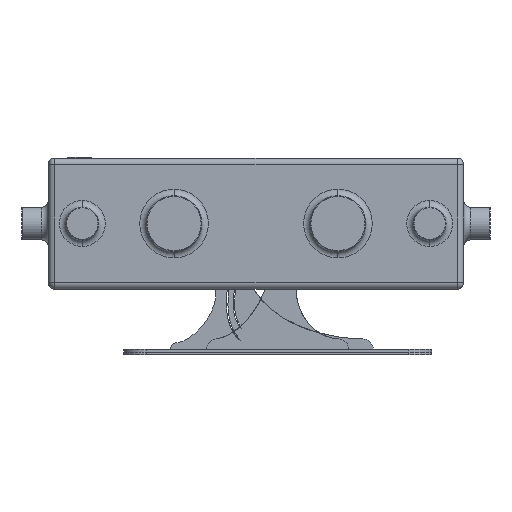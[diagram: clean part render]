
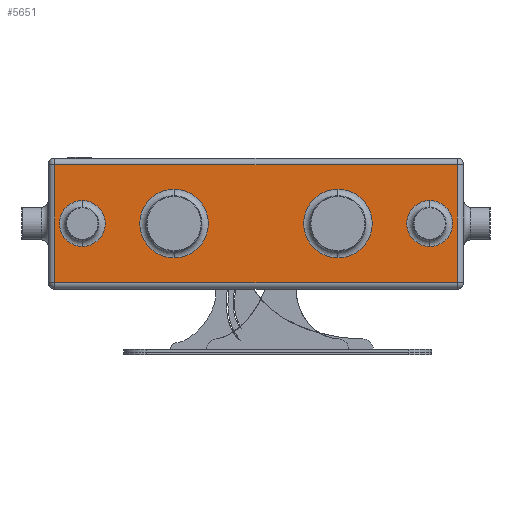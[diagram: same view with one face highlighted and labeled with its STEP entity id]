
A CAD part, left-side view. The second image highlights one B-rep face of the part: STEP entity #5651.
In plain terms, the highlighted planar face has unit normal (-1, 0, 0).
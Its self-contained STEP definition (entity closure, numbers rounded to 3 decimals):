
#133 = CIRCLE ( 'NONE', #33257, 26.2 ) ;
#365 = ORIENTED_EDGE ( 'NONE', *, *, #28970, .T. ) ;
#434 = CARTESIAN_POINT ( 'NONE',  ( -50., -153.5, 45. ) ) ;
#569 = AXIS2_PLACEMENT_3D ( 'NONE', #16078, #26861, #8310 ) ;
#647 = DIRECTION ( 'NONE',  ( 0., 0., -1. ) ) ;
#891 = AXIS2_PLACEMENT_3D ( 'NONE', #24889, #27471, #647 ) ;
#1187 = CIRCLE ( 'NONE', #17824, 26.2 ) ;
#1606 = VERTEX_POINT ( 'NONE', #4317 ) ;
#2688 = EDGE_LOOP ( 'NONE', ( #30088, #365 ) ) ;
#3620 = VERTEX_POINT ( 'NONE', #25206 ) ;
#4064 = CARTESIAN_POINT ( 'NONE',  ( -50., 153.5, 45. ) ) ;
#4317 = CARTESIAN_POINT ( 'NONE',  ( -50., -132.5, 17.5 ) ) ;
#4815 = DIRECTION ( 'NONE',  ( 1., 0., 0. ) ) ;
#5291 = CARTESIAN_POINT ( 'NONE',  ( -50., 153.5, -45. ) ) ;
#5551 = ORIENTED_EDGE ( 'NONE', *, *, #16515, .T. ) ;
#5651 = ADVANCED_FACE ( 'NONE', ( #30323, #8892, #14825, #25711, #18969 ), #20548, .F. ) ;
#5715 = VERTEX_POINT ( 'NONE', #5291 ) ;
#5758 = ORIENTED_EDGE ( 'NONE', *, *, #26644, .T. ) ;
#6393 = DIRECTION ( 'NONE',  ( 1., 0., 0. ) ) ;
#6411 = VERTEX_POINT ( 'NONE', #14242 ) ;
#6735 = AXIS2_PLACEMENT_3D ( 'NONE', #12701, #4815, #20780 ) ;
#6865 = LINE ( 'NONE', #34220, #26183 ) ;
#6900 = DIRECTION ( 'NONE',  ( 0., 0., -1. ) ) ;
#7242 = DIRECTION ( 'NONE',  ( 1., 0., 0. ) ) ;
#7263 = ORIENTED_EDGE ( 'NONE', *, *, #21738, .T. ) ;
#7679 = EDGE_LOOP ( 'NONE', ( #20991, #23675 ) ) ;
#8310 = DIRECTION ( 'NONE',  ( 0., 0., -1. ) ) ;
#8333 = EDGE_CURVE ( 'NONE', #13795, #32501, #30112, .T. ) ;
#8852 = EDGE_CURVE ( 'NONE', #29242, #6411, #1187, .T. ) ;
#8859 = LINE ( 'NONE', #17308, #29447 ) ;
#8892 = FACE_BOUND ( 'NONE', #2688, .T. ) ;
#9100 = CARTESIAN_POINT ( 'NONE',  ( -50., -153.5, 50. ) ) ;
#9998 = CARTESIAN_POINT ( 'NONE',  ( -50., -158.5, -45. ) ) ;
#10110 = DIRECTION ( 'NONE',  ( 0., -1., 0. ) ) ;
#10608 = CIRCLE ( 'NONE', #23872, 26.2 ) ;
#11132 = AXIS2_PLACEMENT_3D ( 'NONE', #17281, #6393, #14386 ) ;
#11266 = VERTEX_POINT ( 'NONE', #22220 ) ;
#11367 = VERTEX_POINT ( 'NONE', #4064 ) ;
#11502 = CIRCLE ( 'NONE', #891, 17.5 ) ;
#12150 = DIRECTION ( 'NONE',  ( 1., 0., 0. ) ) ;
#12282 = EDGE_CURVE ( 'NONE', #11367, #5715, #8859, .T. ) ;
#12488 = CARTESIAN_POINT ( 'NONE',  ( -50., 62.5, 0. ) ) ;
#12701 = CARTESIAN_POINT ( 'NONE',  ( -50., -158.5, 50. ) ) ;
#13346 = EDGE_LOOP ( 'NONE', ( #28776, #5551 ) ) ;
#13795 = VERTEX_POINT ( 'NONE', #24321 ) ;
#13833 = CIRCLE ( 'NONE', #11132, 17.5 ) ;
#14169 = AXIS2_PLACEMENT_3D ( 'NONE', #24888, #19256, #27589 ) ;
#14242 = CARTESIAN_POINT ( 'NONE',  ( -50., 62.5, 26.2 ) ) ;
#14386 = DIRECTION ( 'NONE',  ( 0., 0., -1. ) ) ;
#14825 = FACE_BOUND ( 'NONE', #7679, .T. ) ;
#15152 = VECTOR ( 'NONE', #10110, 1000. ) ;
#15209 = VERTEX_POINT ( 'NONE', #18631 ) ;
#16078 = CARTESIAN_POINT ( 'NONE',  ( -50., -62.5, 0. ) ) ;
#16350 = EDGE_LOOP ( 'NONE', ( #24458, #24013 ) ) ;
#16497 = DIRECTION ( 'NONE',  ( 1., 0., 0. ) ) ;
#16515 = EDGE_CURVE ( 'NONE', #11266, #15209, #25423, .T. ) ;
#17190 = DIRECTION ( 'NONE',  ( 0., 0., 1. ) ) ;
#17281 = CARTESIAN_POINT ( 'NONE',  ( -50., -132.5, 0. ) ) ;
#17308 = CARTESIAN_POINT ( 'NONE',  ( -50., 153.5, 50. ) ) ;
#17824 = AXIS2_PLACEMENT_3D ( 'NONE', #29989, #16497, #19193 ) ;
#18036 = CARTESIAN_POINT ( 'NONE',  ( -50., 132.5, 0. ) ) ;
#18579 = CARTESIAN_POINT ( 'NONE',  ( -50., -132.5, -17.5 ) ) ;
#18631 = CARTESIAN_POINT ( 'NONE',  ( -50., 132.5, -17.5 ) ) ;
#18969 = FACE_BOUND ( 'NONE', #16350, .T. ) ;
#19193 = DIRECTION ( 'NONE',  ( 0., 0., -1. ) ) ;
#19243 = DIRECTION ( 'NONE',  ( 1., 0., 0. ) ) ;
#19256 = DIRECTION ( 'NONE',  ( 1., 0., 0. ) ) ;
#19367 = CARTESIAN_POINT ( 'NONE',  ( -50., -62.5, 26.2 ) ) ;
#19461 = DIRECTION ( 'NONE',  ( 0., 0., -1. ) ) ;
#20548 = PLANE ( 'NONE',  #6735 ) ;
#20780 = DIRECTION ( 'NONE',  ( 0., 0., -1. ) ) ;
#20991 = ORIENTED_EDGE ( 'NONE', *, *, #8333, .T. ) ;
#21738 = EDGE_CURVE ( 'NONE', #5715, #3620, #33124, .T. ) ;
#21929 = VERTEX_POINT ( 'NONE', #434 ) ;
#22220 = CARTESIAN_POINT ( 'NONE',  ( -50., 132.5, 17.5 ) ) ;
#22937 = VECTOR ( 'NONE', #17190, 1000. ) ;
#22956 = DIRECTION ( 'NONE',  ( 0., 0., -1. ) ) ;
#23127 = EDGE_LOOP ( 'NONE', ( #5758, #29554, #7263, #31582 ) ) ;
#23675 = ORIENTED_EDGE ( 'NONE', *, *, #29290, .T. ) ;
#23872 = AXIS2_PLACEMENT_3D ( 'NONE', #12488, #12150, #28426 ) ;
#24013 = ORIENTED_EDGE ( 'NONE', *, *, #32005, .T. ) ;
#24321 = CARTESIAN_POINT ( 'NONE',  ( -50., -62.5, -26.2 ) ) ;
#24458 = ORIENTED_EDGE ( 'NONE', *, *, #34723, .T. ) ;
#24459 = EDGE_CURVE ( 'NONE', #3620, #21929, #30480, .T. ) ;
#24888 = CARTESIAN_POINT ( 'NONE',  ( -50., 132.5, 0. ) ) ;
#24889 = CARTESIAN_POINT ( 'NONE',  ( -50., -132.5, 0. ) ) ;
#25206 = CARTESIAN_POINT ( 'NONE',  ( -50., -153.5, -45. ) ) ;
#25423 = CIRCLE ( 'NONE', #25682, 17.5 ) ;
#25682 = AXIS2_PLACEMENT_3D ( 'NONE', #18036, #7242, #6900 ) ;
#25711 = FACE_BOUND ( 'NONE', #13346, .T. ) ;
#26183 = VECTOR ( 'NONE', #32366, 1000. ) ;
#26644 = EDGE_CURVE ( 'NONE', #21929, #11367, #6865, .T. ) ;
#26694 = EDGE_CURVE ( 'NONE', #15209, #11266, #28313, .T. ) ;
#26861 = DIRECTION ( 'NONE',  ( 1., 0., 0. ) ) ;
#27471 = DIRECTION ( 'NONE',  ( 1., 0., 0. ) ) ;
#27589 = DIRECTION ( 'NONE',  ( 0., 0., -1. ) ) ;
#28313 = CIRCLE ( 'NONE', #14169, 17.5 ) ;
#28426 = DIRECTION ( 'NONE',  ( 0., 0., -1. ) ) ;
#28776 = ORIENTED_EDGE ( 'NONE', *, *, #26694, .T. ) ;
#28970 = EDGE_CURVE ( 'NONE', #6411, #29242, #10608, .T. ) ;
#29242 = VERTEX_POINT ( 'NONE', #32126 ) ;
#29290 = EDGE_CURVE ( 'NONE', #32501, #13795, #133, .T. ) ;
#29447 = VECTOR ( 'NONE', #22956, 1000. ) ;
#29554 = ORIENTED_EDGE ( 'NONE', *, *, #12282, .T. ) ;
#29989 = CARTESIAN_POINT ( 'NONE',  ( -50., 62.5, 0. ) ) ;
#30088 = ORIENTED_EDGE ( 'NONE', *, *, #8852, .T. ) ;
#30112 = CIRCLE ( 'NONE', #569, 26.2 ) ;
#30309 = VERTEX_POINT ( 'NONE', #18579 ) ;
#30323 = FACE_OUTER_BOUND ( 'NONE', #23127, .T. ) ;
#30480 = LINE ( 'NONE', #9100, #22937 ) ;
#31582 = ORIENTED_EDGE ( 'NONE', *, *, #24459, .T. ) ;
#32005 = EDGE_CURVE ( 'NONE', #1606, #30309, #13833, .T. ) ;
#32126 = CARTESIAN_POINT ( 'NONE',  ( -50., 62.5, -26.2 ) ) ;
#32366 = DIRECTION ( 'NONE',  ( 0., 1., 0. ) ) ;
#32501 = VERTEX_POINT ( 'NONE', #19367 ) ;
#32907 = CARTESIAN_POINT ( 'NONE',  ( -50., -62.5, 0. ) ) ;
#33124 = LINE ( 'NONE', #9998, #15152 ) ;
#33257 = AXIS2_PLACEMENT_3D ( 'NONE', #32907, #19243, #19461 ) ;
#34220 = CARTESIAN_POINT ( 'NONE',  ( -50., -158.5, 45. ) ) ;
#34723 = EDGE_CURVE ( 'NONE', #30309, #1606, #11502, .T. ) ;
